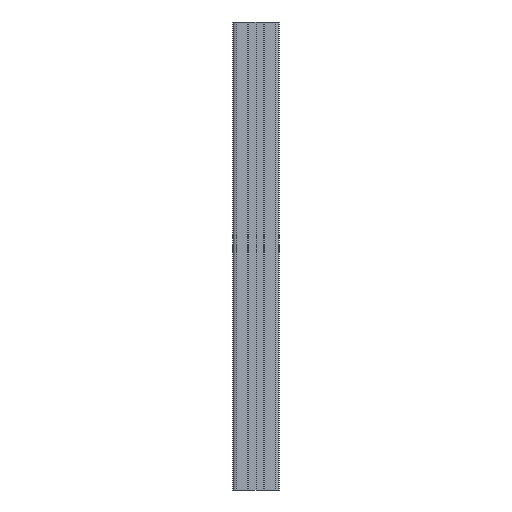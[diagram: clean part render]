
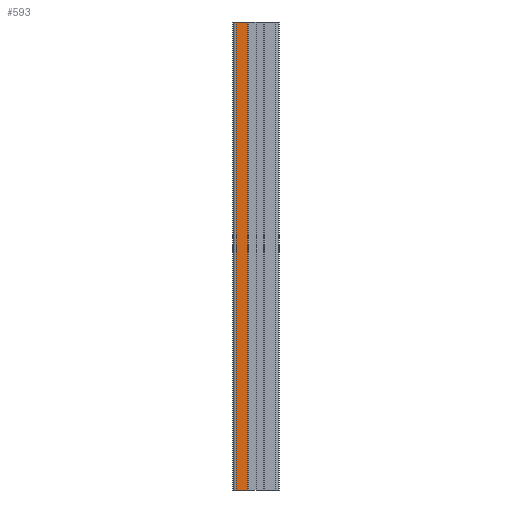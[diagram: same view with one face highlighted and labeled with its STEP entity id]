
A CAD part, left-side view. The second image highlights one B-rep face of the part: STEP entity #593.
In plain terms, the highlighted planar face has unit normal (-1, 0, 0).
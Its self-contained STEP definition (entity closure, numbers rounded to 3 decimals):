
#72 = PLANE('',#73);
#73 = AXIS2_PLACEMENT_3D('',#74,#75,#76);
#74 = CARTESIAN_POINT('',(0.,0.,200.));
#75 = DIRECTION('',(-0.,-0.,-1.));
#76 = DIRECTION('',(-1.,0.,0.));
#126 = PLANE('',#127);
#127 = AXIS2_PLACEMENT_3D('',#128,#129,#130);
#128 = CARTESIAN_POINT('',(0.,0.,0.));
#129 = DIRECTION('',(-0.,-0.,-1.));
#130 = DIRECTION('',(-1.,0.,0.));
#485 = PLANE('',#486);
#486 = AXIS2_PLACEMENT_3D('',#487,#488,#489);
#487 = CARTESIAN_POINT('',(-9.5,3.6,0.));
#488 = DIRECTION('',(0.,-1.,0.));
#489 = DIRECTION('',(-1.,0.,0.));
#523 = VERTEX_POINT('',#524);
#524 = CARTESIAN_POINT('',(-10.,3.6,200.));
#545 = EDGE_CURVE('',#546,#523,#548,.T.);
#546 = VERTEX_POINT('',#547);
#547 = CARTESIAN_POINT('',(-10.,3.6,0.));
#548 = SURFACE_CURVE('',#549,(#553,#560),.PCURVE_S1.);
#549 = LINE('',#550,#551);
#550 = CARTESIAN_POINT('',(-10.,3.6,0.));
#551 = VECTOR('',#552,1.);
#552 = DIRECTION('',(0.,0.,1.));
#553 = PCURVE('',#485,#554);
#554 = DEFINITIONAL_REPRESENTATION('',(#555),#559);
#555 = LINE('',#556,#557);
#556 = CARTESIAN_POINT('',(0.5,0.));
#557 = VECTOR('',#558,1.);
#558 = DIRECTION('',(0.,-1.));
#559 = ( GEOMETRIC_REPRESENTATION_CONTEXT(2) 
PARAMETRIC_REPRESENTATION_CONTEXT() REPRESENTATION_CONTEXT('2D SPACE',''
  ) );
#560 = PCURVE('',#561,#566);
#561 = PLANE('',#562);
#562 = AXIS2_PLACEMENT_3D('',#563,#564,#565);
#563 = CARTESIAN_POINT('',(-10.,3.6,0.));
#564 = DIRECTION('',(-1.,0.,0.));
#565 = DIRECTION('',(0.,1.,0.));
#566 = DEFINITIONAL_REPRESENTATION('',(#567),#571);
#567 = LINE('',#568,#569);
#568 = CARTESIAN_POINT('',(0.,0.));
#569 = VECTOR('',#570,1.);
#570 = DIRECTION('',(0.,-1.));
#571 = ( GEOMETRIC_REPRESENTATION_CONTEXT(2) 
PARAMETRIC_REPRESENTATION_CONTEXT() REPRESENTATION_CONTEXT('2D SPACE',''
  ) );
#593 = ADVANCED_FACE('',(#594),#561,.T.);
#594 = FACE_BOUND('',#595,.T.);
#595 = EDGE_LOOP('',(#596,#597,#620,#648));
#596 = ORIENTED_EDGE('',*,*,#545,.T.);
#597 = ORIENTED_EDGE('',*,*,#598,.T.);
#598 = EDGE_CURVE('',#523,#599,#601,.T.);
#599 = VERTEX_POINT('',#600);
#600 = CARTESIAN_POINT('',(-10.,8.5,200.));
#601 = SURFACE_CURVE('',#602,(#606,#613),.PCURVE_S1.);
#602 = LINE('',#603,#604);
#603 = CARTESIAN_POINT('',(-10.,3.6,200.));
#604 = VECTOR('',#605,1.);
#605 = DIRECTION('',(0.,1.,0.));
#606 = PCURVE('',#561,#607);
#607 = DEFINITIONAL_REPRESENTATION('',(#608),#612);
#608 = LINE('',#609,#610);
#609 = CARTESIAN_POINT('',(0.,-200.));
#610 = VECTOR('',#611,1.);
#611 = DIRECTION('',(1.,0.));
#612 = ( GEOMETRIC_REPRESENTATION_CONTEXT(2) 
PARAMETRIC_REPRESENTATION_CONTEXT() REPRESENTATION_CONTEXT('2D SPACE',''
  ) );
#613 = PCURVE('',#72,#614);
#614 = DEFINITIONAL_REPRESENTATION('',(#615),#619);
#615 = LINE('',#616,#617);
#616 = CARTESIAN_POINT('',(10.,3.6));
#617 = VECTOR('',#618,1.);
#618 = DIRECTION('',(0.,1.));
#619 = ( GEOMETRIC_REPRESENTATION_CONTEXT(2) 
PARAMETRIC_REPRESENTATION_CONTEXT() REPRESENTATION_CONTEXT('2D SPACE',''
  ) );
#620 = ORIENTED_EDGE('',*,*,#621,.F.);
#621 = EDGE_CURVE('',#622,#599,#624,.T.);
#622 = VERTEX_POINT('',#623);
#623 = CARTESIAN_POINT('',(-10.,8.5,0.));
#624 = SURFACE_CURVE('',#625,(#629,#636),.PCURVE_S1.);
#625 = LINE('',#626,#627);
#626 = CARTESIAN_POINT('',(-10.,8.5,0.));
#627 = VECTOR('',#628,1.);
#628 = DIRECTION('',(0.,0.,1.));
#629 = PCURVE('',#561,#630);
#630 = DEFINITIONAL_REPRESENTATION('',(#631),#635);
#631 = LINE('',#632,#633);
#632 = CARTESIAN_POINT('',(4.9,0.));
#633 = VECTOR('',#634,1.);
#634 = DIRECTION('',(0.,-1.));
#635 = ( GEOMETRIC_REPRESENTATION_CONTEXT(2) 
PARAMETRIC_REPRESENTATION_CONTEXT() REPRESENTATION_CONTEXT('2D SPACE',''
  ) );
#636 = PCURVE('',#637,#642);
#637 = CYLINDRICAL_SURFACE('',#638,1.5);
#638 = AXIS2_PLACEMENT_3D('',#639,#640,#641);
#639 = CARTESIAN_POINT('',(-8.5,8.5,0.));
#640 = DIRECTION('',(-0.,-0.,-1.));
#641 = DIRECTION('',(1.,0.,0.));
#642 = DEFINITIONAL_REPRESENTATION('',(#643),#647);
#643 = LINE('',#644,#645);
#644 = CARTESIAN_POINT('',(-3.142,0.));
#645 = VECTOR('',#646,1.);
#646 = DIRECTION('',(-0.,-1.));
#647 = ( GEOMETRIC_REPRESENTATION_CONTEXT(2) 
PARAMETRIC_REPRESENTATION_CONTEXT() REPRESENTATION_CONTEXT('2D SPACE',''
  ) );
#648 = ORIENTED_EDGE('',*,*,#649,.F.);
#649 = EDGE_CURVE('',#546,#622,#650,.T.);
#650 = SURFACE_CURVE('',#651,(#655,#662),.PCURVE_S1.);
#651 = LINE('',#652,#653);
#652 = CARTESIAN_POINT('',(-10.,3.6,0.));
#653 = VECTOR('',#654,1.);
#654 = DIRECTION('',(0.,1.,0.));
#655 = PCURVE('',#561,#656);
#656 = DEFINITIONAL_REPRESENTATION('',(#657),#661);
#657 = LINE('',#658,#659);
#658 = CARTESIAN_POINT('',(0.,0.));
#659 = VECTOR('',#660,1.);
#660 = DIRECTION('',(1.,0.));
#661 = ( GEOMETRIC_REPRESENTATION_CONTEXT(2) 
PARAMETRIC_REPRESENTATION_CONTEXT() REPRESENTATION_CONTEXT('2D SPACE',''
  ) );
#662 = PCURVE('',#126,#663);
#663 = DEFINITIONAL_REPRESENTATION('',(#664),#668);
#664 = LINE('',#665,#666);
#665 = CARTESIAN_POINT('',(10.,3.6));
#666 = VECTOR('',#667,1.);
#667 = DIRECTION('',(0.,1.));
#668 = ( GEOMETRIC_REPRESENTATION_CONTEXT(2) 
PARAMETRIC_REPRESENTATION_CONTEXT() REPRESENTATION_CONTEXT('2D SPACE',''
  ) );
